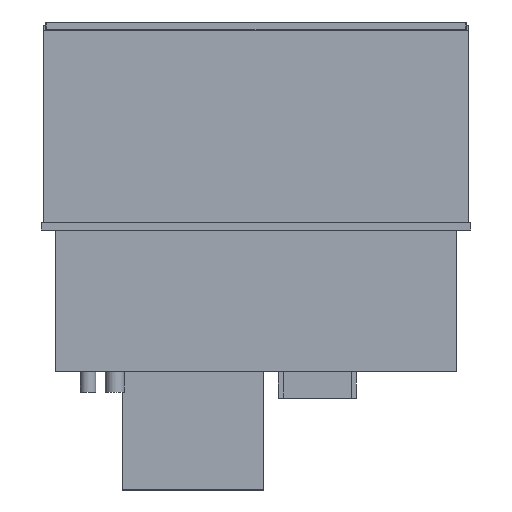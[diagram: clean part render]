
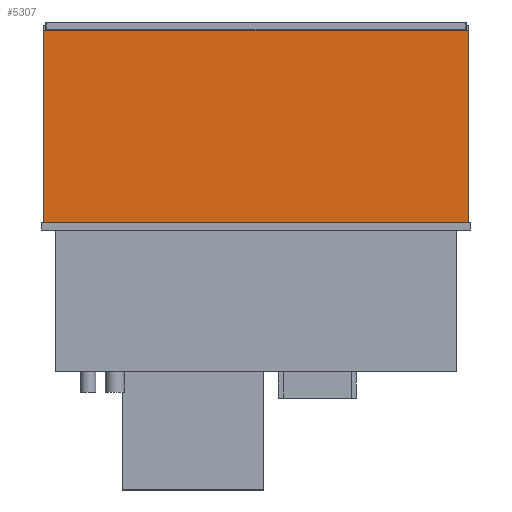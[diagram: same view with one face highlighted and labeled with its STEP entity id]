
A CAD part, top view. The second image highlights one B-rep face of the part: STEP entity #5307.
In plain terms, the highlighted planar face has unit normal (0, 0, 1).
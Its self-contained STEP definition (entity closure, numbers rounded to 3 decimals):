
#327=PLANE('',#5711);
#640=FACE_OUTER_BOUND('',#966,.T.);
#966=EDGE_LOOP('',(#4788,#4789,#4790,#4791));
#1574=LINE('',#8376,#2252);
#1577=LINE('',#8382,#2255);
#1580=LINE('',#8388,#2258);
#1583=LINE('',#8392,#2261);
#2252=VECTOR('',#6893,10.);
#2255=VECTOR('',#6898,10.);
#2258=VECTOR('',#6903,10.);
#2261=VECTOR('',#6908,10.);
#2808=VERTEX_POINT('',#8373);
#2809=VERTEX_POINT('',#8375);
#2811=VERTEX_POINT('',#8381);
#2813=VERTEX_POINT('',#8387);
#3478=EDGE_CURVE('',#2809,#2808,#1574,.T.);
#3481=EDGE_CURVE('',#2811,#2809,#1577,.T.);
#3484=EDGE_CURVE('',#2813,#2811,#1580,.T.);
#3487=EDGE_CURVE('',#2808,#2813,#1583,.T.);
#4788=ORIENTED_EDGE('',*,*,#3487,.T.);
#4789=ORIENTED_EDGE('',*,*,#3484,.T.);
#4790=ORIENTED_EDGE('',*,*,#3481,.T.);
#4791=ORIENTED_EDGE('',*,*,#3478,.T.);
#5307=ADVANCED_FACE('',(#640),#327,.T.);
#5711=AXIS2_PLACEMENT_3D('',#8393,#6909,#6910);
#6893=DIRECTION('',(0.,-1.,0.));
#6898=DIRECTION('',(-1.,0.,0.));
#6903=DIRECTION('',(0.,1.,0.));
#6908=DIRECTION('',(1.,0.,0.));
#6909=DIRECTION('center_axis',(0.,0.,1.));
#6910=DIRECTION('ref_axis',(1.,0.,0.));
#8373=CARTESIAN_POINT('',(-557.5,20.,347.5));
#8375=CARTESIAN_POINT('',(-557.5,524.,347.5));
#8376=CARTESIAN_POINT('',(-557.5,524.,347.5));
#8381=CARTESIAN_POINT('',(557.5,524.,347.5));
#8382=CARTESIAN_POINT('',(557.5,524.,347.5));
#8387=CARTESIAN_POINT('',(557.5,20.,347.5));
#8388=CARTESIAN_POINT('',(557.5,20.,347.5));
#8392=CARTESIAN_POINT('',(-557.5,20.,347.5));
#8393=CARTESIAN_POINT('Origin',(0.,272.,347.5));
